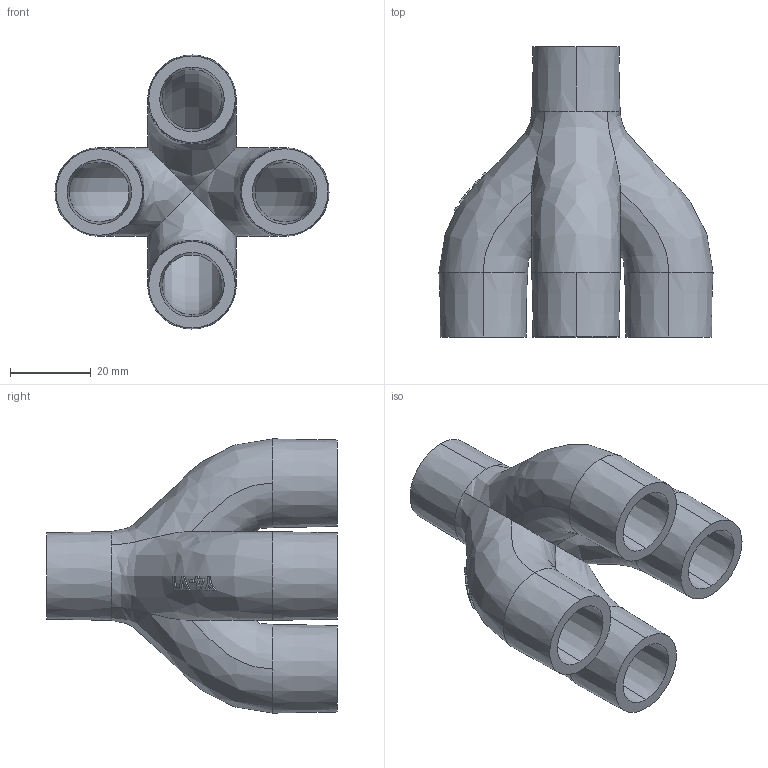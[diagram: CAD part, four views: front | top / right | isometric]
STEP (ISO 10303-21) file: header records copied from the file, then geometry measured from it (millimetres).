
FILE_DESCRIPTION (( 'STEP AP203' ), '1' );
FILE_NAME ('4Way_WYE_V1.STEP', '2020-03-28T22:18:17', ( '' ), ( '' ), 'SwSTEP 2.0', 'SolidWorks 2019', '' );
FILE_SCHEMA (( 'CONFIG_CONTROL_DESIGN' ));
Length unit declared in the file: millimetre
Products named in the file (1): 4Way_WYE_V1
Bounding box: 68 x 72 x 68 mm (x, y, z)
Volume: 39808.8 mm3; surface area: 24428.3 mm2
Topology: 1 solids, 1 shells, 97 faces, 252 edges, 160 vertices
Faces by surface type: plane 45, cone 30, bspline 22
Entity records: 26513 total; most frequent: CARTESIAN_POINT 24368, ORIENTED_EDGE 504, DIRECTION 318, EDGE_CURVE 252, VERTEX_POINT 160, AXIS2_PLACEMENT_3D 124, B_SPLINE_CURVE_WITH_KNOTS 117, EDGE_LOOP 108
